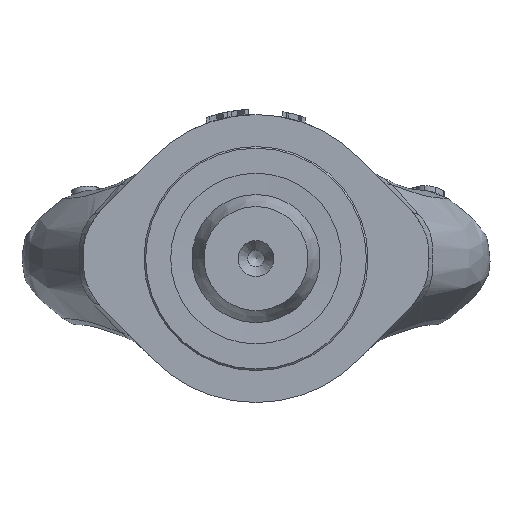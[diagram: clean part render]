
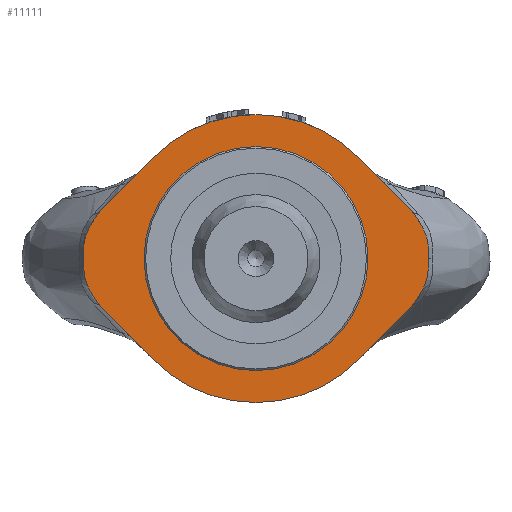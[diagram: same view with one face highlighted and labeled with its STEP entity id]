
A CAD part, front view. The second image highlights one B-rep face of the part: STEP entity #11111.
In plain terms, the highlighted face is planar.
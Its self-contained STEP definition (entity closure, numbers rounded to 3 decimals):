
#523=LINE('',#29056,#1124);
#526=LINE('',#29296,#1127);
#531=LINE('',#30032,#1132);
#534=LINE('',#30291,#1135);
#1124=VECTOR('',#13444,10.);
#1127=VECTOR('',#13455,10.);
#1132=VECTOR('',#13492,10.);
#1135=VECTOR('',#13507,10.);
#1592=PLANE('',#11939);
#1791=FACE_BOUND('',#2882,.T.);
#2194=FACE_OUTER_BOUND('',#2881,.T.);
#2881=EDGE_LOOP('',(#8900,#8901,#8902,#8903,#8904,#8905,#8906,#8907,#8908,
#8909,#8910,#8911,#8912,#8913));
#2882=EDGE_LOOP('',(#8914));
#3687=B_SPLINE_CURVE_WITH_KNOTS('',3,(#29183,#29184,#29185,#29186,#29187,
#29188,#29189,#29190),.UNSPECIFIED.,.F.,.F.,(4,2,2,4),(0.231,
0.314,0.381,0.537),.UNSPECIFIED.);
#3690=B_SPLINE_CURVE_WITH_KNOTS('',3,(#29357,#29358,#29359,#29360,#29361,
#29362,#29363,#29364,#29365,#29366),.UNSPECIFIED.,.F.,.F.,(4,2,2,2,4),(0.,
0.394,0.733,0.822,0.919),
 .UNSPECIFIED.);
#3695=B_SPLINE_CURVE_WITH_KNOTS('',3,(#30172,#30173,#30174,#30175,#30176,
#30177,#30178,#30179),.UNSPECIFIED.,.F.,.F.,(4,2,2,4),(0.231,
0.314,0.381,0.537),.UNSPECIFIED.);
#3700=B_SPLINE_CURVE_WITH_KNOTS('',3,(#30357,#30358,#30359,#30360,#30361,
#30362,#30363,#30364,#30365,#30366),.UNSPECIFIED.,.F.,.F.,(4,2,2,2,4),(0.,
0.394,0.733,0.822,0.919),
 .UNSPECIFIED.);
#4008=CIRCLE('',#11867,21.);
#4038=CIRCLE('',#11911,10.25);
#4040=CIRCLE('',#11914,10.25);
#4047=CIRCLE('',#11927,27.);
#4050=CIRCLE('',#11933,10.25);
#4052=CIRCLE('',#11936,10.25);
#4053=CIRCLE('',#11938,27.);
#4759=VERTEX_POINT('',#24277);
#4794=VERTEX_POINT('',#29053);
#4795=VERTEX_POINT('',#29055);
#4796=VERTEX_POINT('',#29174);
#4798=VERTEX_POINT('',#29178);
#4800=VERTEX_POINT('',#29293);
#4801=VERTEX_POINT('',#29295);
#4802=VERTEX_POINT('',#29356);
#4807=VERTEX_POINT('',#30029);
#4808=VERTEX_POINT('',#30031);
#4810=VERTEX_POINT('',#30169);
#4811=VERTEX_POINT('',#30171);
#4814=VERTEX_POINT('',#30288);
#4815=VERTEX_POINT('',#30290);
#4816=VERTEX_POINT('',#30352);
#6166=EDGE_CURVE('',#4759,#4759,#4008,.T.);
#6225=EDGE_CURVE('',#4794,#4795,#523,.T.);
#6230=EDGE_CURVE('',#4798,#4796,#3687,.F.);
#6235=EDGE_CURVE('',#4800,#4801,#526,.T.);
#6237=EDGE_CURVE('',#4801,#4798,#4038,.T.);
#6238=EDGE_CURVE('',#4802,#4796,#3690,.T.);
#6241=EDGE_CURVE('',#4802,#4794,#4040,.T.);
#6253=EDGE_CURVE('',#4808,#4807,#531,.T.);
#6256=EDGE_CURVE('',#4795,#4807,#4047,.T.);
#6258=EDGE_CURVE('',#4811,#4810,#3695,.F.);
#6265=EDGE_CURVE('',#4815,#4814,#534,.T.);
#6267=EDGE_CURVE('',#4814,#4811,#4050,.T.);
#6270=EDGE_CURVE('',#4816,#4810,#3700,.T.);
#6271=EDGE_CURVE('',#4816,#4808,#4052,.T.);
#6272=EDGE_CURVE('',#4800,#4815,#4053,.T.);
#8900=ORIENTED_EDGE('',*,*,#6272,.T.);
#8901=ORIENTED_EDGE('',*,*,#6265,.T.);
#8902=ORIENTED_EDGE('',*,*,#6267,.T.);
#8903=ORIENTED_EDGE('',*,*,#6258,.T.);
#8904=ORIENTED_EDGE('',*,*,#6270,.F.);
#8905=ORIENTED_EDGE('',*,*,#6271,.T.);
#8906=ORIENTED_EDGE('',*,*,#6253,.T.);
#8907=ORIENTED_EDGE('',*,*,#6256,.F.);
#8908=ORIENTED_EDGE('',*,*,#6225,.F.);
#8909=ORIENTED_EDGE('',*,*,#6241,.F.);
#8910=ORIENTED_EDGE('',*,*,#6238,.T.);
#8911=ORIENTED_EDGE('',*,*,#6230,.F.);
#8912=ORIENTED_EDGE('',*,*,#6237,.F.);
#8913=ORIENTED_EDGE('',*,*,#6235,.F.);
#8914=ORIENTED_EDGE('',*,*,#6166,.T.);
#11111=ADVANCED_FACE('',(#2194,#1791),#1592,.F.);
#11867=AXIS2_PLACEMENT_3D('',#24278,#13359,#13360);
#11911=AXIS2_PLACEMENT_3D('',#29299,#13459,#13460);
#11914=AXIS2_PLACEMENT_3D('',#29941,#13465,#13466);
#11927=AXIS2_PLACEMENT_3D('',#30052,#13496,#13497);
#11933=AXIS2_PLACEMENT_3D('',#30294,#13511,#13512);
#11936=AXIS2_PLACEMENT_3D('',#30432,#13517,#13518);
#11938=AXIS2_PLACEMENT_3D('',#30434,#13521,#13522);
#11939=AXIS2_PLACEMENT_3D('',#30435,#13523,#13524);
#13359=DIRECTION('center_axis',(0.,0.,1.));
#13360=DIRECTION('ref_axis',(1.,0.,0.));
#13444=DIRECTION('',(0.7,-0.714,0.));
#13455=DIRECTION('',(-0.7,-0.714,0.));
#13459=DIRECTION('center_axis',(0.,0.,1.));
#13460=DIRECTION('ref_axis',(1.,0.,0.));
#13465=DIRECTION('center_axis',(0.,0.,1.));
#13466=DIRECTION('ref_axis',(0.714,0.7,0.));
#13492=DIRECTION('',(-0.7,-0.714,0.));
#13496=DIRECTION('center_axis',(0.,0.,1.));
#13497=DIRECTION('ref_axis',(-0.714,0.7,0.));
#13507=DIRECTION('',(0.7,-0.714,0.));
#13511=DIRECTION('center_axis',(0.,0.,-1.));
#13512=DIRECTION('ref_axis',(-1.,0.,0.));
#13517=DIRECTION('center_axis',(0.,0.,-1.));
#13518=DIRECTION('ref_axis',(-0.714,0.7,0.));
#13521=DIRECTION('center_axis',(0.,0.,-1.));
#13522=DIRECTION('ref_axis',(-0.714,-0.7,0.));
#13523=DIRECTION('center_axis',(0.,0.,1.));
#13524=DIRECTION('ref_axis',(1.,0.,0.));
#24277=CARTESIAN_POINT('',(-21.,0.,0.));
#24278=CARTESIAN_POINT('Origin',(0.,0.,0.));
#29053=CARTESIAN_POINT('',(-29.066,-8.929,0.));
#29055=CARTESIAN_POINT('',(-19.272,-18.91,0.));
#29056=CARTESIAN_POINT('',(-29.066,-8.929,0.));
#29174=CARTESIAN_POINT('',(-32.253,0.,0.));
#29178=CARTESIAN_POINT('',(-30.247,7.483,0.));
#29183=CARTESIAN_POINT('Ctrl Pts',(-32.253,0.,
0.));
#29184=CARTESIAN_POINT('Ctrl Pts',(-32.353,1.812,0.));
#29185=CARTESIAN_POINT('Ctrl Pts',(-32.29,2.536,0.));
#29186=CARTESIAN_POINT('Ctrl Pts',(-32.1,3.598,0.));
#29187=CARTESIAN_POINT('Ctrl Pts',(-31.972,4.065,0.));
#29188=CARTESIAN_POINT('Ctrl Pts',(-31.43,5.574,0.));
#29189=CARTESIAN_POINT('Ctrl Pts',(-30.87,6.559,0.));
#29190=CARTESIAN_POINT('Ctrl Pts',(-30.247,7.483,0.));
#29293=CARTESIAN_POINT('',(-19.272,18.91,0.));
#29295=CARTESIAN_POINT('',(-29.066,8.929,0.));
#29296=CARTESIAN_POINT('',(-19.272,18.91,0.));
#29299=CARTESIAN_POINT('Origin',(-21.75,1.75,0.));
#29356=CARTESIAN_POINT('',(-30.247,-7.483,0.));
#29357=CARTESIAN_POINT('Ctrl Pts',(-30.247,-7.483,
0.));
#29358=CARTESIAN_POINT('Ctrl Pts',(-30.982,-6.393,
0.));
#29359=CARTESIAN_POINT('Ctrl Pts',(-31.627,-5.223,
0.));
#29360=CARTESIAN_POINT('Ctrl Pts',(-32.303,-2.868,
0.));
#29361=CARTESIAN_POINT('Ctrl Pts',(-32.316,-2.031,
0.));
#29362=CARTESIAN_POINT('Ctrl Pts',(-32.297,-1.059,
0.));
#29363=CARTESIAN_POINT('Ctrl Pts',(-32.291,-0.857,
0.));
#29364=CARTESIAN_POINT('Ctrl Pts',(-32.275,-0.435,
0.));
#29365=CARTESIAN_POINT('Ctrl Pts',(-32.265,-0.218,
0.));
#29366=CARTESIAN_POINT('Ctrl Pts',(-32.253,0.,
0.));
#29941=CARTESIAN_POINT('Origin',(-21.75,-1.75,0.));
#30029=CARTESIAN_POINT('',(19.272,-18.91,0.));
#30031=CARTESIAN_POINT('',(29.066,-8.929,0.));
#30032=CARTESIAN_POINT('',(29.066,-8.929,0.));
#30052=CARTESIAN_POINT('Origin',(0.,0.,0.));
#30169=CARTESIAN_POINT('',(32.253,0.,0.));
#30171=CARTESIAN_POINT('',(30.247,7.483,0.));
#30172=CARTESIAN_POINT('Ctrl Pts',(32.253,0.,
0.));
#30173=CARTESIAN_POINT('Ctrl Pts',(32.353,1.812,0.));
#30174=CARTESIAN_POINT('Ctrl Pts',(32.29,2.536,0.));
#30175=CARTESIAN_POINT('Ctrl Pts',(32.1,3.598,0.));
#30176=CARTESIAN_POINT('Ctrl Pts',(31.972,4.065,0.));
#30177=CARTESIAN_POINT('Ctrl Pts',(31.43,5.574,0.));
#30178=CARTESIAN_POINT('Ctrl Pts',(30.87,6.559,0.));
#30179=CARTESIAN_POINT('Ctrl Pts',(30.247,7.483,0.));
#30288=CARTESIAN_POINT('',(29.066,8.929,0.));
#30290=CARTESIAN_POINT('',(19.272,18.91,0.));
#30291=CARTESIAN_POINT('',(19.272,18.91,0.));
#30294=CARTESIAN_POINT('Origin',(21.75,1.75,0.));
#30352=CARTESIAN_POINT('',(30.247,-7.483,0.));
#30357=CARTESIAN_POINT('Ctrl Pts',(30.247,-7.483,0.));
#30358=CARTESIAN_POINT('Ctrl Pts',(30.982,-6.393,0.));
#30359=CARTESIAN_POINT('Ctrl Pts',(31.627,-5.223,0.));
#30360=CARTESIAN_POINT('Ctrl Pts',(32.303,-2.868,0.));
#30361=CARTESIAN_POINT('Ctrl Pts',(32.316,-2.031,0.));
#30362=CARTESIAN_POINT('Ctrl Pts',(32.297,-1.059,0.));
#30363=CARTESIAN_POINT('Ctrl Pts',(32.291,-0.857,0.));
#30364=CARTESIAN_POINT('Ctrl Pts',(32.275,-0.435,
0.));
#30365=CARTESIAN_POINT('Ctrl Pts',(32.265,-0.218,
0.));
#30366=CARTESIAN_POINT('Ctrl Pts',(32.253,0.,
0.));
#30432=CARTESIAN_POINT('Origin',(21.75,-1.75,0.));
#30434=CARTESIAN_POINT('Origin',(0.,0.,0.));
#30435=CARTESIAN_POINT('Origin',(0.,0.,
0.));
